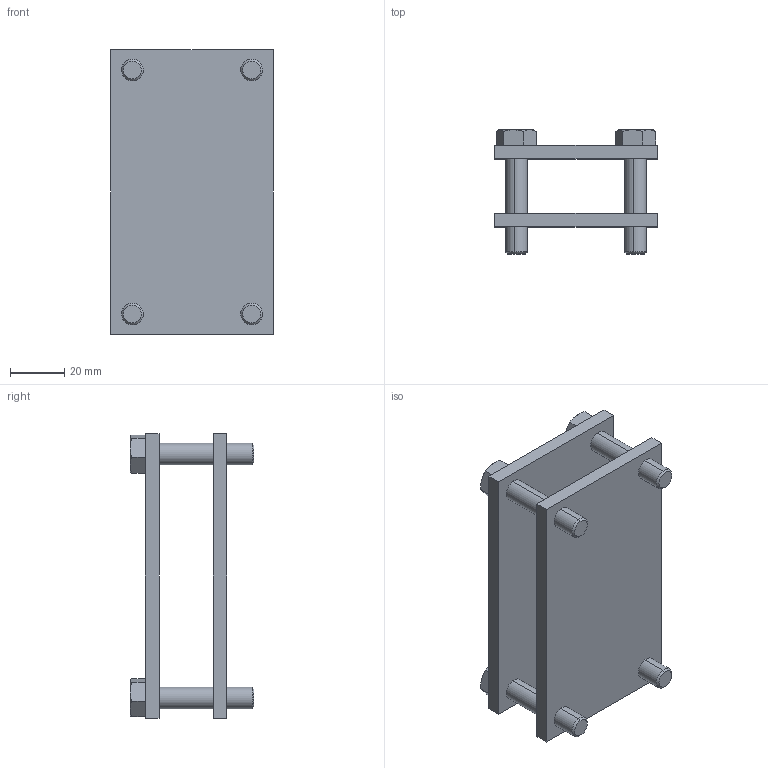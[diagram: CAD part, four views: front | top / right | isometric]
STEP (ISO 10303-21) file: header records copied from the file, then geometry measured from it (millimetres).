
FILE_DESCRIPTION(('STEP AP203'),'1');
FILE_NAME('fc80x32.stp','2024-10-02T08:50:31',('TraceParts'),('TraceParts S.A.'),'Spatial InterOp 3D',' ',' ');
FILE_SCHEMA(('CONFIG_CONTROL_DESIGN'));
Length unit declared in the file: millimetre
Products named in the file (1): 1
Bounding box: 60 x 45.68 x 105 mm (x, y, z)
Volume: 72325 mm3; surface area: 34845.7 mm2
Topology: 6 solids, 6 shells, 104 faces, 232 edges, 144 vertices
Faces by surface type: plane 48, cone 32, cylinder 24
Entity records: 3132 total; most frequent: CARTESIAN_POINT 758, DIRECTION 484, ORIENTED_EDGE 464, EDGE_CURVE 232, AXIS2_PLACEMENT_3D 190, VERTEX_POINT 144, EDGE_LOOP 124, ADVANCED_FACE 104
